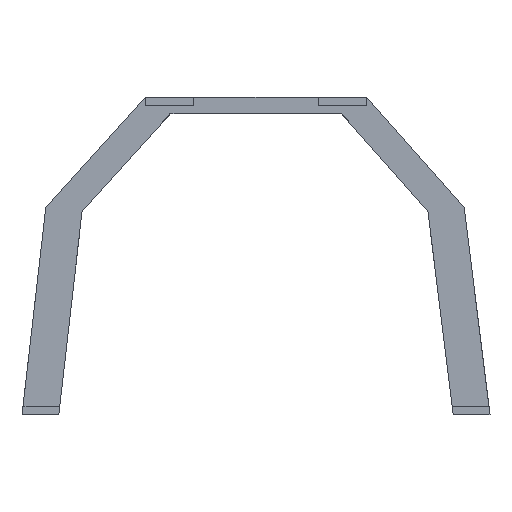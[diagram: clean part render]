
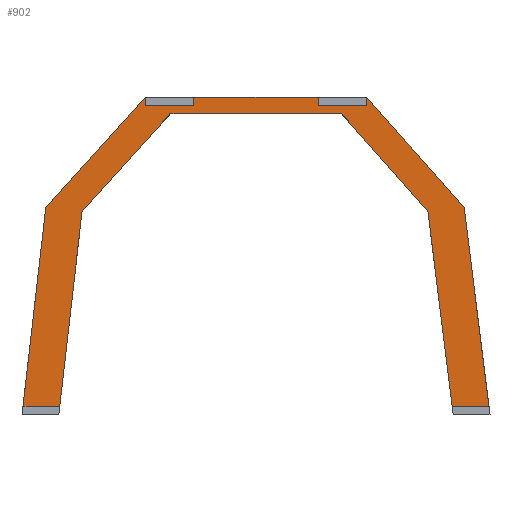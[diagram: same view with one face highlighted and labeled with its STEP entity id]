
A CAD part, top view. The second image highlights one B-rep face of the part: STEP entity #902.
In plain terms, the highlighted planar face has unit normal (0, 0, 1).
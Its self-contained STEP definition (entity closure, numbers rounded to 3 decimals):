
#3 = CARTESIAN_POINT ( 'NONE',  ( 33.268, 90., 10. ) ) ;
#4 = VECTOR ( 'NONE', #389, 1000. ) ;
#17 = CARTESIAN_POINT ( 'NONE',  ( 92.14, 92.5, 10. ) ) ;
#30 = EDGE_CURVE ( 'NONE', #1139, #251, #392, .T. ) ;
#31 = CARTESIAN_POINT ( 'NONE',  ( -3.917, 61.858, 10. ) ) ;
#49 = ORIENTED_EDGE ( 'NONE', *, *, #381, .T. ) ;
#50 = LINE ( 'NONE', #826, #1073 ) ;
#62 = VERTEX_POINT ( 'NONE', #906 ) ;
#75 = LINE ( 'NONE', #769, #184 ) ;
#121 = CARTESIAN_POINT ( 'NONE',  ( 110.449, 60.709, 10. ) ) ;
#126 = VECTOR ( 'NONE', #609, 1000. ) ;
#141 = EDGE_CURVE ( 'NONE', #253, #251, #686, .T. ) ;
#150 = CARTESIAN_POINT ( 'NONE',  ( 77.571, 95., 10. ) ) ;
#164 = ORIENTED_EDGE ( 'NONE', *, *, #192, .F. ) ;
#165 = LINE ( 'NONE', #853, #1134 ) ;
#168 = CARTESIAN_POINT ( 'NONE',  ( 92.14, 92.5, 10. ) ) ;
#169 = DIRECTION ( 'NONE',  ( 0.114, 0.994, 0. ) ) ;
#184 = VECTOR ( 'NONE', #778, 1000. ) ;
#186 = EDGE_CURVE ( 'NONE', #514, #587, #435, .T. ) ;
#192 = EDGE_CURVE ( 'NONE', #905, #617, #1020, .T. ) ;
#207 = LINE ( 'NONE', #121, #706 ) ;
#232 = DIRECTION ( 'NONE',  ( 0.123, -0.992, 0. ) ) ;
#233 = DIRECTION ( 'NONE',  ( 0., -1., 0. ) ) ;
#249 = CARTESIAN_POINT ( 'NONE',  ( 110.449, 60.709, 10. ) ) ;
#251 = VERTEX_POINT ( 'NONE', #885 ) ;
#253 = VERTEX_POINT ( 'NONE', #17 ) ;
#303 = ORIENTED_EDGE ( 'NONE', *, *, #186, .F. ) ;
#313 = ORIENTED_EDGE ( 'NONE', *, *, #141, .T. ) ;
#314 = DIRECTION ( 'NONE',  ( -0.661, 0.751, 0. ) ) ;
#325 = VERTEX_POINT ( 'NONE', #972 ) ;
#327 = VERTEX_POINT ( 'NONE', #370 ) ;
#333 = VERTEX_POINT ( 'NONE', #629 ) ;
#346 = LINE ( 'NONE', #1021, #350 ) ;
#350 = VECTOR ( 'NONE', #698, 1000. ) ;
#353 = LINE ( 'NONE', #1049, #429 ) ;
#357 = EDGE_CURVE ( 'NONE', #514, #333, #958, .T. ) ;
#370 = CARTESIAN_POINT ( 'NONE',  ( 40.429, 92.5, 10. ) ) ;
#378 = VECTOR ( 'NONE', #169, 1000. ) ;
#379 = EDGE_CURVE ( 'NONE', #416, #1048, #708, .T. ) ;
#381 = EDGE_CURVE ( 'NONE', #931, #327, #346, .T. ) ;
#384 = ORIENTED_EDGE ( 'NONE', *, *, #870, .T. ) ;
#387 = ORIENTED_EDGE ( 'NONE', *, *, #766, .T. ) ;
#388 = CARTESIAN_POINT ( 'NONE',  ( 25.86, 95., 10. ) ) ;
#389 = DIRECTION ( 'NONE',  ( -0.668, -0.744, 0. ) ) ;
#391 = VERTEX_POINT ( 'NONE', #1050 ) ;
#392 = LINE ( 'NONE', #470, #638 ) ;
#399 = VERTEX_POINT ( 'NONE', #249 ) ;
#416 = VERTEX_POINT ( 'NONE', #850 ) ;
#419 = DIRECTION ( 'NONE',  ( 1., 0., 0. ) ) ;
#422 = DIRECTION ( 'NONE',  ( -1., 0., 0. ) ) ;
#429 = VECTOR ( 'NONE', #960, 1000. ) ;
#435 = LINE ( 'NONE', #585, #874 ) ;
#444 = LINE ( 'NONE', #3, #678 ) ;
#455 = EDGE_CURVE ( 'NONE', #62, #325, #444, .T. ) ;
#463 = EDGE_CURVE ( 'NONE', #333, #62, #75, .T. ) ;
#470 = CARTESIAN_POINT ( 'NONE',  ( 77.571, 95., 10. ) ) ;
#497 = EDGE_CURVE ( 'NONE', #635, #253, #353, .T. ) ;
#499 = CARTESIAN_POINT ( 'NONE',  ( 121.306, 61.858, 10. ) ) ;
#501 = VECTOR ( 'NONE', #782, 1000. ) ;
#502 = DIRECTION ( 'NONE',  ( 0.661, -0.751, 0. ) ) ;
#514 = VERTEX_POINT ( 'NONE', #1125 ) ;
#515 = CARTESIAN_POINT ( 'NONE',  ( 0., 0., 10. ) ) ;
#517 = CARTESIAN_POINT ( 'NONE',  ( 25.86, 92.5, 10. ) ) ;
#522 = ORIENTED_EDGE ( 'NONE', *, *, #1083, .T. ) ;
#525 = CARTESIAN_POINT ( 'NONE',  ( 25.86, 95., 10. ) ) ;
#526 = VECTOR ( 'NONE', #502, 1000. ) ;
#527 = DIRECTION ( 'NONE',  ( -1., 0., 0. ) ) ;
#533 = CARTESIAN_POINT ( 'NONE',  ( 128.689, 2.5, 10. ) ) ;
#570 = ORIENTED_EDGE ( 'NONE', *, *, #497, .T. ) ;
#574 = ORIENTED_EDGE ( 'NONE', *, *, #716, .T. ) ;
#576 = VECTOR ( 'NONE', #649, 1000. ) ;
#585 = CARTESIAN_POINT ( 'NONE',  ( 0.286, 2.5, 10. ) ) ;
#587 = VERTEX_POINT ( 'NONE', #797 ) ;
#588 = CARTESIAN_POINT ( 'NONE',  ( 40.429, 95., 10. ) ) ;
#592 = LINE ( 'NONE', #767, #501 ) ;
#609 = DIRECTION ( 'NONE',  ( -1., 0., 0. ) ) ;
#617 = VERTEX_POINT ( 'NONE', #517 ) ;
#629 = CARTESIAN_POINT ( 'NONE',  ( 6.952, 60.709, 10. ) ) ;
#635 = VERTEX_POINT ( 'NONE', #896 ) ;
#638 = VECTOR ( 'NONE', #817, 1000. ) ;
#649 = DIRECTION ( 'NONE',  ( -0.123, 0.992, 0. ) ) ;
#657 = CARTESIAN_POINT ( 'NONE',  ( 117.689, 2.5, 10. ) ) ;
#675 = ORIENTED_EDGE ( 'NONE', *, *, #828, .T. ) ;
#678 = VECTOR ( 'NONE', #419, 1000. ) ;
#686 = LINE ( 'NONE', #168, #126 ) ;
#690 = ORIENTED_EDGE ( 'NONE', *, *, #357, .T. ) ;
#693 = DIRECTION ( 'NONE',  ( -1., 0., 0. ) ) ;
#697 = VECTOR ( 'NONE', #527, 1000. ) ;
#698 = DIRECTION ( 'NONE',  ( 0., -1., 0. ) ) ;
#706 = VECTOR ( 'NONE', #232, 1000. ) ;
#708 = LINE ( 'NONE', #533, #697 ) ;
#710 = ORIENTED_EDGE ( 'NONE', *, *, #961, .T. ) ;
#716 = EDGE_CURVE ( 'NONE', #325, #399, #842, .T. ) ;
#761 = EDGE_CURVE ( 'NONE', #905, #1003, #821, .T. ) ;
#765 = ORIENTED_EDGE ( 'NONE', *, *, #761, .T. ) ;
#766 = EDGE_CURVE ( 'NONE', #391, #635, #1094, .T. ) ;
#767 = CARTESIAN_POINT ( 'NONE',  ( -11., 0., 10. ) ) ;
#769 = CARTESIAN_POINT ( 'NONE',  ( 6.952, 60.709, 10. ) ) ;
#778 = DIRECTION ( 'NONE',  ( 0.668, 0.744, 0. ) ) ;
#782 = DIRECTION ( 'NONE',  ( -0.114, -0.994, 0. ) ) ;
#784 = DIRECTION ( 'NONE',  ( -1., 0., 0. ) ) ;
#797 = CARTESIAN_POINT ( 'NONE',  ( -10.714, 2.5, 10. ) ) ;
#801 = VECTOR ( 'NONE', #314, 1000. ) ;
#806 = EDGE_CURVE ( 'NONE', #617, #327, #50, .T. ) ;
#816 = ORIENTED_EDGE ( 'NONE', *, *, #455, .T. ) ;
#817 = DIRECTION ( 'NONE',  ( 0., -1., 0. ) ) ;
#821 = LINE ( 'NONE', #31, #4 ) ;
#825 = CARTESIAN_POINT ( 'NONE',  ( -3.917, 61.858, 10. ) ) ;
#826 = CARTESIAN_POINT ( 'NONE',  ( 25.86, 92.5, 10. ) ) ;
#828 = EDGE_CURVE ( 'NONE', #399, #1048, #207, .T. ) ;
#838 = ORIENTED_EDGE ( 'NONE', *, *, #379, .F. ) ;
#842 = LINE ( 'NONE', #999, #526 ) ;
#848 = CARTESIAN_POINT ( 'NONE',  ( 92.14, 95., 10. ) ) ;
#850 = CARTESIAN_POINT ( 'NONE',  ( 128.689, 2.5, 10. ) ) ;
#853 = CARTESIAN_POINT ( 'NONE',  ( 25.86, 95., 10. ) ) ;
#858 = CARTESIAN_POINT ( 'NONE',  ( 0., 0., 10. ) ) ;
#862 = DIRECTION ( 'NONE',  ( 0., 0., -1. ) ) ;
#870 = EDGE_CURVE ( 'NONE', #1003, #587, #592, .T. ) ;
#874 = VECTOR ( 'NONE', #784, 1000. ) ;
#885 = CARTESIAN_POINT ( 'NONE',  ( 77.571, 92.5, 10. ) ) ;
#896 = CARTESIAN_POINT ( 'NONE',  ( 92.14, 95., 10. ) ) ;
#902 = ADVANCED_FACE ( 'NONE', ( #940 ), #947, .F. ) ;
#905 = VERTEX_POINT ( 'NONE', #388 ) ;
#906 = CARTESIAN_POINT ( 'NONE',  ( 33.268, 90., 10. ) ) ;
#908 = ORIENTED_EDGE ( 'NONE', *, *, #806, .F. ) ;
#931 = VERTEX_POINT ( 'NONE', #588 ) ;
#940 = FACE_OUTER_BOUND ( 'NONE', #998, .T. ) ;
#947 = PLANE ( 'NONE',  #1046 ) ;
#958 = LINE ( 'NONE', #858, #378 ) ;
#960 = DIRECTION ( 'NONE',  ( 0., -1., 0. ) ) ;
#961 = EDGE_CURVE ( 'NONE', #416, #391, #1010, .T. ) ;
#972 = CARTESIAN_POINT ( 'NONE',  ( 84.672, 90., 10. ) ) ;
#998 = EDGE_LOOP ( 'NONE', ( #387, #570, #313, #1087, #522, #49, #908, #164, #765, #384, #303, #690, #1091, #816, #574, #675, #838, #710 ) ) ;
#999 = CARTESIAN_POINT ( 'NONE',  ( 84.672, 90., 10. ) ) ;
#1003 = VERTEX_POINT ( 'NONE', #825 ) ;
#1010 = LINE ( 'NONE', #499, #576 ) ;
#1013 = DIRECTION ( 'NONE',  ( 1., 0., 0. ) ) ;
#1020 = LINE ( 'NONE', #525, #1126 ) ;
#1021 = CARTESIAN_POINT ( 'NONE',  ( 40.429, 95., 10. ) ) ;
#1046 = AXIS2_PLACEMENT_3D ( 'NONE', #515, #862, #693 ) ;
#1048 = VERTEX_POINT ( 'NONE', #657 ) ;
#1049 = CARTESIAN_POINT ( 'NONE',  ( 92.14, 95., 10. ) ) ;
#1050 = CARTESIAN_POINT ( 'NONE',  ( 121.306, 61.858, 10. ) ) ;
#1073 = VECTOR ( 'NONE', #1013, 1000. ) ;
#1083 = EDGE_CURVE ( 'NONE', #1139, #931, #165, .T. ) ;
#1087 = ORIENTED_EDGE ( 'NONE', *, *, #30, .F. ) ;
#1091 = ORIENTED_EDGE ( 'NONE', *, *, #463, .T. ) ;
#1094 = LINE ( 'NONE', #848, #801 ) ;
#1125 = CARTESIAN_POINT ( 'NONE',  ( 0.286, 2.5, 10. ) ) ;
#1126 = VECTOR ( 'NONE', #233, 1000. ) ;
#1134 = VECTOR ( 'NONE', #422, 1000. ) ;
#1139 = VERTEX_POINT ( 'NONE', #150 ) ;
